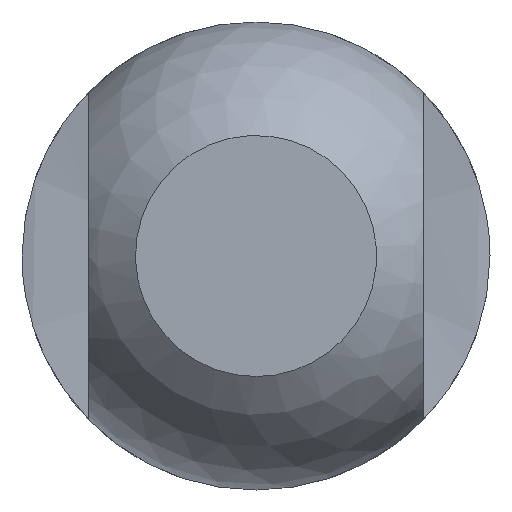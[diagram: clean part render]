
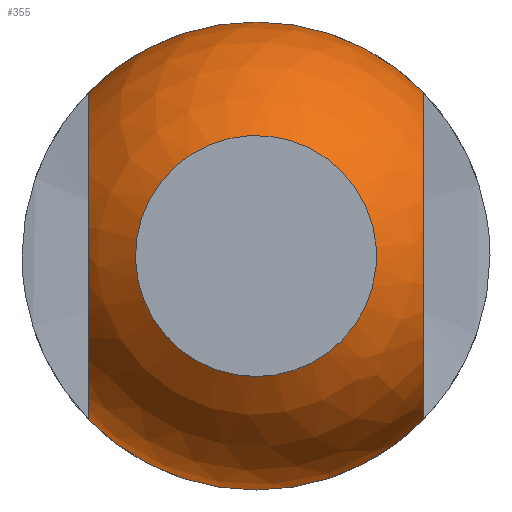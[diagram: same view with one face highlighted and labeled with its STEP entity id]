
A CAD part, left-side view. The second image highlights one B-rep face of the part: STEP entity #355.
In plain terms, the highlighted spherical face has radius 7 mm.
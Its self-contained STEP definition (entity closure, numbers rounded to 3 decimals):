
#73=CARTESIAN_POINT('',(-26.0,0.,-3.606));
#74=VERTEX_POINT('',#73);
#75=CARTESIAN_POINT('',(-26.0,0.0,0.0));
#76=DIRECTION('',(1.0,0.0,0.0));
#77=DIRECTION('',(0.0,0.0,1.0));
#78=AXIS2_PLACEMENT_3D('',#75,#76,#77);
#79=CIRCLE('',#78,3.606);
#80=EDGE_CURVE('',#74,#74,#79,.T.);
#195=CARTESIAN_POINT('',(-20.0,5.0,-4.899));
#196=VERTEX_POINT('',#195);
#205=CARTESIAN_POINT('',(-20.0,5.0,4.899));
#206=VERTEX_POINT('',#205);
#207=CARTESIAN_POINT('',(-20.0,5.0,0.0));
#208=DIRECTION('',(0.0,-1.0,0.0));
#209=DIRECTION('',(0.0,0.0,1.0));
#210=AXIS2_PLACEMENT_3D('',#207,#208,#209);
#211=CIRCLE('',#210,4.899);
#212=EDGE_CURVE('',#206,#196,#211,.T.);
#262=CARTESIAN_POINT('',(-20.0,-5.0,-4.899));
#263=VERTEX_POINT('',#262);
#279=CARTESIAN_POINT('',(-20.0,-5.0,4.899));
#280=VERTEX_POINT('',#279);
#287=CARTESIAN_POINT('',(-20.0,-5.0,0.0));
#288=DIRECTION('',(0.0,1.0,0.0));
#289=DIRECTION('',(0.0,0.0,-1.0));
#290=AXIS2_PLACEMENT_3D('',#287,#288,#289);
#291=CIRCLE('',#290,4.899);
#292=EDGE_CURVE('',#263,#280,#291,.T.);
#329=CARTESIAN_POINT('',(-20.0,0.0,0.0));
#330=DIRECTION('',(1.0,0.0,0.0));
#331=DIRECTION('',(0.0,-1.0,0.0));
#332=AXIS2_PLACEMENT_3D('',#329,#330,#331);
#333=SPHERICAL_SURFACE('',#332,7.);
#334=ORIENTED_EDGE('',*,*,#80,.T.);
#335=EDGE_LOOP('',(#334));
#336=FACE_OUTER_BOUND('',#335,.T.);
#337=ORIENTED_EDGE('',*,*,#292,.T.);
#338=CARTESIAN_POINT('',(-20.0,0.0,0.0));
#339=DIRECTION('',(1.0,0.0,0.0));
#340=DIRECTION('',(0.0,1.0,0.0));
#341=AXIS2_PLACEMENT_3D('',#338,#339,#340);
#342=CIRCLE('',#341,7.);
#343=EDGE_CURVE('',#206,#280,#342,.T.);
#344=ORIENTED_EDGE('',*,*,#343,.F.);
#345=ORIENTED_EDGE('',*,*,#212,.T.);
#346=CARTESIAN_POINT('',(-20.0,0.0,0.0));
#347=DIRECTION('',(1.0,0.0,0.0));
#348=DIRECTION('',(0.0,1.0,0.0));
#349=AXIS2_PLACEMENT_3D('',#346,#347,#348);
#350=CIRCLE('',#349,7.);
#351=EDGE_CURVE('',#263,#196,#350,.T.);
#352=ORIENTED_EDGE('',*,*,#351,.F.);
#353=EDGE_LOOP('',(#337,#344,#345,#352));
#354=FACE_BOUND('',#353,.T.);
#355=ADVANCED_FACE('',(#336,#354),#333,.T.);
